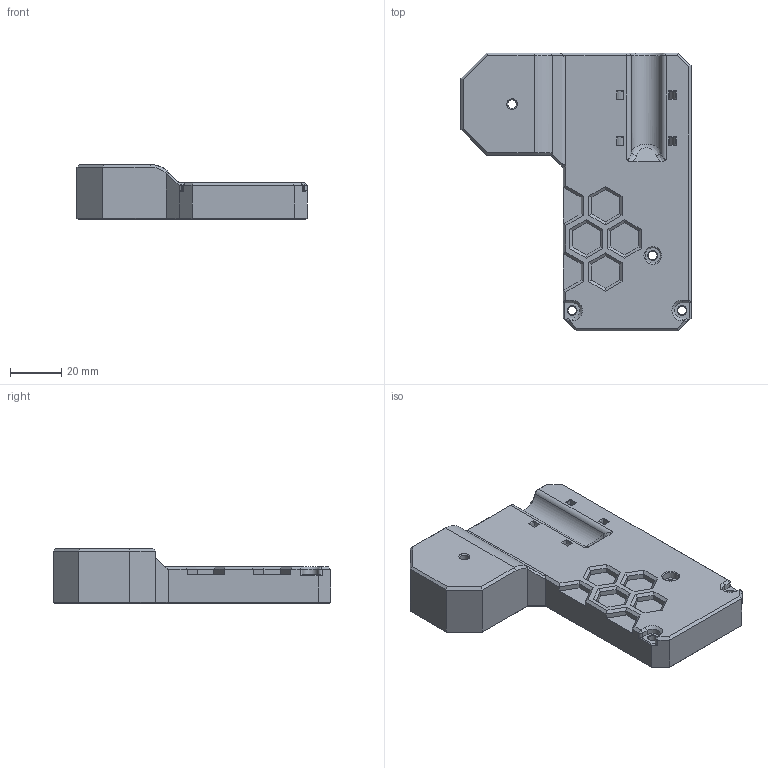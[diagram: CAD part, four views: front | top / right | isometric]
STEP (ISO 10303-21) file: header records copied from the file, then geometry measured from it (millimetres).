
FILE_DESCRIPTION(/* description */ (''),/* implementation_level */ '2;1');
FILE_NAME(/* name */ 'door_puller_idler_bracket.step',/* time_stamp */ '2025-07-28T12:39:35+02:00',/* author */ (''),/* organization */ (''),/* preprocessor_version */ 'ST-DEVELOPER v20.1',/* originating_system */ 'Autodesk Translation Framework v14.10.0.0',/* authorisation */ '');
FILE_SCHEMA (('AUTOMOTIVE_DESIGN { 1 0 10303 214 3 1 1 }'));
Length unit declared in the file: millimetre
Products named in the file (1): door_puller_idler_bracket
Bounding box: 90 x 108.7 x 21.5 mm (x, y, z)
Volume: 102862 mm3; surface area: 21556.2 mm2
Topology: 1 solids, 1 shells, 194 faces, 469 edges, 278 vertices
Faces by surface type: plane 147, cylinder 21, cone 19, bspline 7
Full cylindrical faces by diameter (mm): 3.4 x4, 4.6 x1, 6 x1
Entity records: 5724 total; most frequent: CARTESIAN_POINT 1201, ORIENTED_EDGE 930, DIRECTION 897, EDGE_CURVE 465, LINE 373, VECTOR 373, VERTEX_POINT 278, AXIS2_PLACEMENT_3D 262
